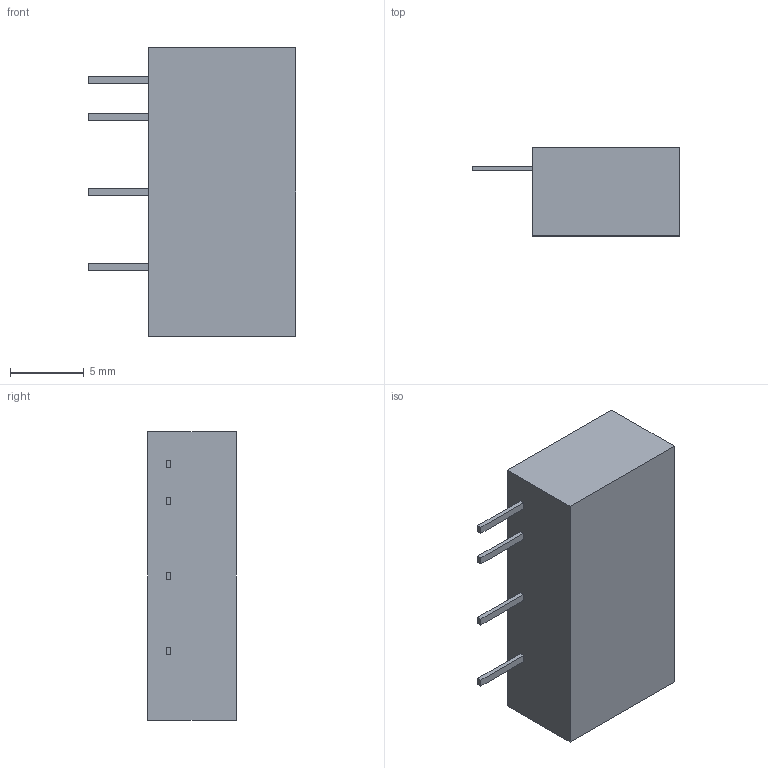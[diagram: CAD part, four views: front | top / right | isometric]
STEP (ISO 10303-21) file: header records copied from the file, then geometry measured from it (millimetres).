
FILE_DESCRIPTION((''),'2;1');
FILE_NAME('B-LS-1W','2016-03-29T',('Byron'),(''),'PRO/ENGINEER BY PARAMETRIC TECHNOLOGY CORPORATION, 2015240','PRO/ENGINEER BY PARAMETRIC TECHNOLOGY CORPORATION, 2015240','');
FILE_SCHEMA(('AUTOMOTIVE_DESIGN { 1 2 10303 214 0 1 1 1 }'));
Length unit declared in the file: millimetre
Products named in the file (1): B-LS-1W
Bounding box: 14.1 x 6 x 19.6 mm (x, y, z)
Volume: 1178.5 mm3; surface area: 773.4 mm2
Topology: 1 solids, 1 shells, 26 faces, 60 edges, 40 vertices
Faces by surface type: plane 26
Entity records: 961 total; most frequent: CARTESIAN_POINT 128, ORIENTED_EDGE 120, DIRECTION 112, VECTOR 60, LINE 60, EDGE_CURVE 60, VERTEX_POINT 40, EDGE_LOOP 30
